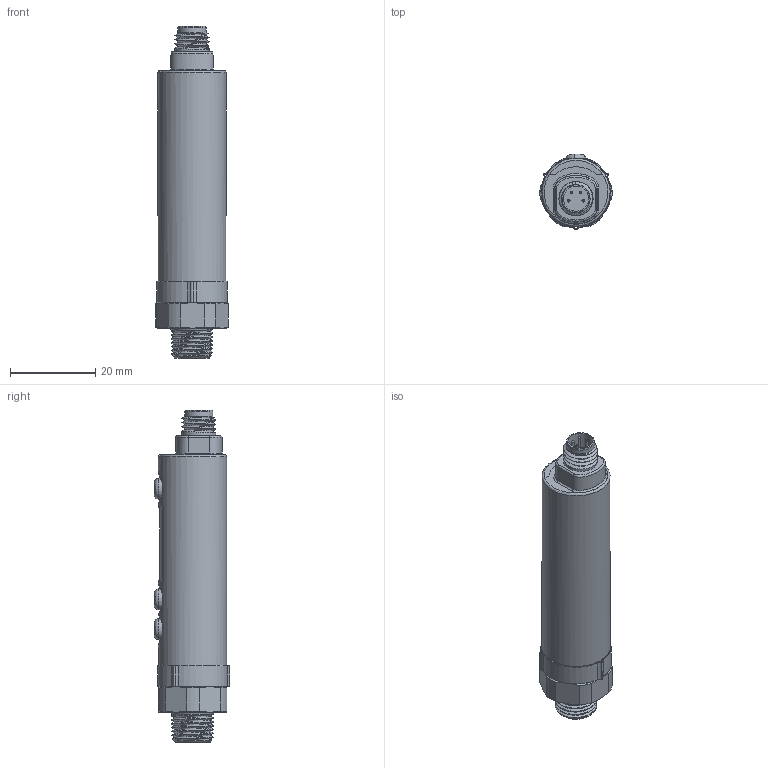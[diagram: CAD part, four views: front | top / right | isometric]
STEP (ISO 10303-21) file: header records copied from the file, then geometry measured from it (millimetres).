
FILE_DESCRIPTION(/* description */ (''),/* implementation_level */ '2;1');
FILE_NAME(/* name */ 'DW16460D.stp',/* time_stamp */ '2016-09-29T14:17:23+02:00',/* author */ ('mitarbeiter'),/* organization */ (''),/* preprocessor_version */ 'ST-DEVELOPER v15.2',/* originating_system */ 'Autodesk Inventor 2014',/* authorisation */ '');
FILE_SCHEMA (('AUTOMOTIVE_DESIGN { 1 0 10303 214 3 1 1 }'));
Length unit declared in the file: millimetre
Products named in the file (1): DW16460D
Bounding box: 16.98 x 17.74 x 78 mm (x, y, z)
Volume: 13171.7 mm3; surface area: 4545 mm2
Topology: 1 solids, 1 shells, 205 faces, 525 edges, 338 vertices
Faces by surface type: cylinder 61, torus 51, plane 39, cone 27, bspline 23, sphere 4
Full cylindrical faces by diameter (mm): 0.6 x4, 1.2 x1, 4.134 x1, 5.9 x1, 6.6 x1, 8 x3, 16 x1
Entity records: 14792 total; most frequent: CARTESIAN_POINT 9954, ORIENTED_EDGE 972, DIRECTION 966, EDGE_CURVE 486, AXIS2_PLACEMENT_3D 442, VERTEX_POINT 325, CIRCLE 252, EDGE_LOOP 245
